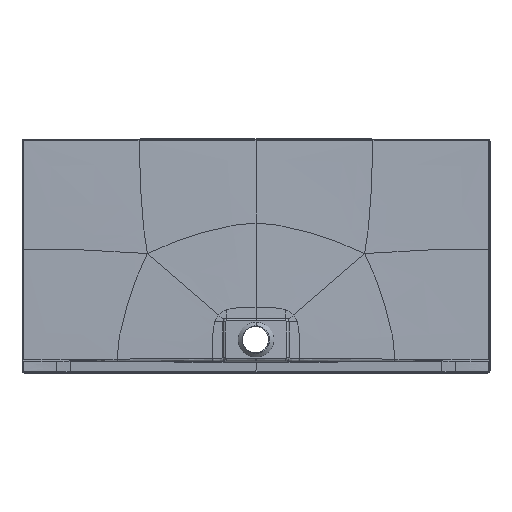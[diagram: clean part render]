
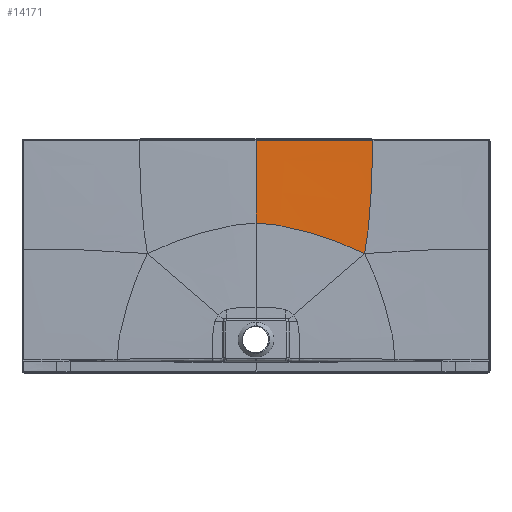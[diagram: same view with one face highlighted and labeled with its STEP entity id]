
A CAD part, front view. The second image highlights one B-rep face of the part: STEP entity #14171.
In plain terms, the highlighted free-form (B-spline) face has degree [3, 3] with [8, 10] control points.
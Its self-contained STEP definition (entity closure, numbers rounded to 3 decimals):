
#3612=CARTESIAN_POINT('',(399.993,-3.053,794.979));
#3635=CARTESIAN_POINT('',(0.002,-3.122,
794.952));
#3636=CARTESIAN_POINT('',(12.303,-3.122,794.952));
#3637=CARTESIAN_POINT('',(38.514,-3.121,794.952));
#3638=CARTESIAN_POINT('',(82.186,-3.118,794.954));
#3639=CARTESIAN_POINT('',(131.664,-3.111,794.956));
#3640=CARTESIAN_POINT('',(187.524,-3.101,794.96));
#3641=CARTESIAN_POINT('',(250.498,-3.087,794.965));
#3642=CARTESIAN_POINT('',(320.338,-3.071,794.972));
#3643=CARTESIAN_POINT('',(372.559,-3.059,794.976));
#3644=CARTESIAN_POINT('',(399.993,-3.053,794.979));
#3646=CARTESIAN_POINT('',(399.993,-3.053,794.979));
#3647=CARTESIAN_POINT('',(399.915,-3.329,768.907));
#3648=CARTESIAN_POINT('',(398.473,-4.,714.248));
#3649=CARTESIAN_POINT('',(394.958,-5.049,639.975));
#3650=CARTESIAN_POINT('',(391.013,-6.013,573.014));
#3651=CARTESIAN_POINT('',(386.95,-6.788,519.708));
#3652=CARTESIAN_POINT('',(381.908,-7.481,473.377));
#3653=CARTESIAN_POINT('',(376.412,-8.065,436.084));
#3654=CARTESIAN_POINT('',(373.13,-8.366,417.555));
#3655=CARTESIAN_POINT('',(371.351,-8.519,408.367));
#3657=DIRECTION('',(0.,-0.024,-1.));
#3658=VECTOR('',#3657,282.461);
#3659=CARTESIAN_POINT('',(0.002,-3.122,
794.952));
#3660=LINE('',#3659,#3658);
#3710=CARTESIAN_POINT('',(0.,-9.899,
512.572));
#3711=CARTESIAN_POINT('',(25.555,-9.899,512.572));
#3712=CARTESIAN_POINT('',(79.981,-9.8,506.642));
#3713=CARTESIAN_POINT('',(169.7,-9.479,484.74));
#3714=CARTESIAN_POINT('',(250.282,-9.163,459.334));
#3715=CARTESIAN_POINT('',(318.389,-8.841,433.13));
#3716=CARTESIAN_POINT('',(353.571,-8.636,417.189));
#3717=CARTESIAN_POINT('',(371.351,-8.519,408.367));
#3765=CARTESIAN_POINT('',(371.351,-8.519,408.367));
#4482=VERTEX_POINT('',#3765);
#4595=VERTEX_POINT('',#3612);
#4617=CARTESIAN_POINT('',(0.,-9.899,
512.572));
#4619=VERTEX_POINT('',#4617);
#4620=CARTESIAN_POINT('',(0.002,-3.122,
794.952));
#4621=VERTEX_POINT('',#4620);
#14081=CARTESIAN_POINT('',(-4.092,-3.034,
798.603));
#14082=CARTESIAN_POINT('',(-4.09,-3.598,
775.134));
#14083=CARTESIAN_POINT('',(-4.013,-4.736,
727.706));
#14084=CARTESIAN_POINT('',(-3.771,-6.161,
668.298));
#14085=CARTESIAN_POINT('',(-3.544,-7.311,
620.378));
#14086=CARTESIAN_POINT('',(-3.376,-8.174,
584.438));
#14087=CARTESIAN_POINT('',(-3.255,-8.893,
554.488));
#14088=CARTESIAN_POINT('',(-3.174,-9.487,
529.702));
#14089=CARTESIAN_POINT('',(-3.139,-9.795,
516.896));
#14090=CARTESIAN_POINT('',(-3.123,-9.958,
510.081));
#14091=CARTESIAN_POINT('',(30.605,-3.034,
798.604));
#14092=CARTESIAN_POINT('',(30.594,-3.598,
775.141));
#14093=CARTESIAN_POINT('',(30.014,-4.738,
727.727));
#14094=CARTESIAN_POINT('',(28.197,-6.166,
668.356));
#14095=CARTESIAN_POINT('',(26.48,-7.316,
620.484));
#14096=CARTESIAN_POINT('',(25.214,-8.179,
584.589));
#14097=CARTESIAN_POINT('',(24.294,-8.898,
554.681));
#14098=CARTESIAN_POINT('',(23.672,-9.492,
529.931));
#14099=CARTESIAN_POINT('',(23.408,-9.799,
517.144));
#14100=CARTESIAN_POINT('',(23.285,-9.963,
510.338));
#14101=CARTESIAN_POINT('',(98.635,-3.033,
798.593));
#14102=CARTESIAN_POINT('',(98.601,-3.578,
774.994));
#14103=CARTESIAN_POINT('',(96.808,-4.679,
727.236));
#14104=CARTESIAN_POINT('',(91.444,-6.068,
667.006));
#14105=CARTESIAN_POINT('',(86.657,-7.201,
618.031));
#14106=CARTESIAN_POINT('',(83.293,-8.059,
581.106));
#14107=CARTESIAN_POINT('',(80.999,-8.782,
550.212));
#14108=CARTESIAN_POINT('',(79.529,-9.385,
524.626));
#14109=CARTESIAN_POINT('',(78.931,-9.698,
511.414));
#14110=CARTESIAN_POINT('',(78.655,-9.865,
504.388));
#14111=CARTESIAN_POINT('',(199.998,-3.029,
798.554));
#14112=CARTESIAN_POINT('',(199.941,-3.498,
774.514));
#14113=CARTESIAN_POINT('',(196.929,-4.461,
725.62));
#14114=CARTESIAN_POINT('',(188.356,-5.725,
662.345));
#14115=CARTESIAN_POINT('',(181.111,-6.806,
609.266));
#14116=CARTESIAN_POINT('',(176.217,-7.655,
568.41));
#14117=CARTESIAN_POINT('',(172.994,-8.397,
533.66));
#14118=CARTESIAN_POINT('',(170.895,-9.031,
504.73));
#14119=CARTESIAN_POINT('',(169.983,-9.365,
489.785));
#14120=CARTESIAN_POINT('',(169.535,-9.544,
481.859));
#14121=CARTESIAN_POINT('',(283.332,-3.024,
798.501));
#14122=CARTESIAN_POINT('',(283.275,-3.414,
773.784));
#14123=CARTESIAN_POINT('',(280.236,-4.248,
723.296));
#14124=CARTESIAN_POINT('',(271.838,-5.414,
656.369));
#14125=CARTESIAN_POINT('',(264.666,-6.454,
598.598));
#14126=CARTESIAN_POINT('',(259.576,-7.293,
553.327));
#14127=CARTESIAN_POINT('',(255.71,-8.044,
514.32));
#14128=CARTESIAN_POINT('',(252.559,-8.697,
481.765));
#14129=CARTESIAN_POINT('',(250.883,-9.044,
464.988));
#14130=CARTESIAN_POINT('',(249.943,-9.23,
456.104));
#14131=CARTESIAN_POINT('',(351.087,-3.02,
798.421));
#14132=CARTESIAN_POINT('',(351.045,-3.347,
772.574));
#14133=CARTESIAN_POINT('',(348.739,-4.089,
719.638));
#14134=CARTESIAN_POINT('',(342.597,-5.195,
648.4));
#14135=CARTESIAN_POINT('',(336.936,-6.199,
585.786));
#14136=CARTESIAN_POINT('',(332.299,-7.012,
536.193));
#14137=CARTESIAN_POINT('',(327.775,-7.743,
493.184));
#14138=CARTESIAN_POINT('',(323.235,-8.38,
457.329));
#14139=CARTESIAN_POINT('',(320.504,-8.719,
438.883));
#14140=CARTESIAN_POINT('',(318.937,-8.902,
429.168));
#14141=CARTESIAN_POINT('',(385.51,-3.018,
798.362));
#14142=CARTESIAN_POINT('',(385.479,-3.315,
771.649));
#14143=CARTESIAN_POINT('',(383.762,-4.013,
716.88));
#14144=CARTESIAN_POINT('',(379.374,-5.092,
642.772));
#14145=CARTESIAN_POINT('',(374.891,-6.07,
577.195));
#14146=CARTESIAN_POINT('',(370.649,-6.859,
525.052));
#14147=CARTESIAN_POINT('',(365.769,-7.566,
479.756));
#14148=CARTESIAN_POINT('',(360.41,-8.181,
442.008));
#14149=CARTESIAN_POINT('',(357.12,-8.51,
422.659));
#14150=CARTESIAN_POINT('',(355.17,-8.687,
412.423));
#14151=CARTESIAN_POINT('',(403.265,-3.017,
798.326));
#14152=CARTESIAN_POINT('',(403.241,-3.298,
771.072));
#14153=CARTESIAN_POINT('',(401.86,-3.975,
715.163));
#14154=CARTESIAN_POINT('',(398.468,-5.039,
639.351));
#14155=CARTESIAN_POINT('',(394.644,-6.,
572.081));
#14156=CARTESIAN_POINT('',(390.621,-6.772,
518.515));
#14157=CARTESIAN_POINT('',(385.543,-7.462,
471.951));
#14158=CARTESIAN_POINT('',(379.784,-8.064,
433.187));
#14159=CARTESIAN_POINT('',(376.179,-8.385,
413.291));
#14160=CARTESIAN_POINT('',(374.083,-8.559,
402.817));
#14161=B_SPLINE_SURFACE_WITH_KNOTS('',3,3,((#14081,#14082,#14083,#14084,#14085,
#14086,#14087,#14088,#14089,#14090),(#14091,#14092,#14093,#14094,#14095,#14096,
#14097,#14098,#14099,#14100),(#14101,#14102,#14103,#14104,#14105,#14106,#14107,
#14108,#14109,#14110),(#14111,#14112,#14113,#14114,#14115,#14116,#14117,#14118,
#14119,#14120),(#14121,#14122,#14123,#14124,#14125,#14126,#14127,#14128,#14129,
#14130),(#14131,#14132,#14133,#14134,#14135,#14136,#14137,#14138,#14139,#14140),
(#14141,#14142,#14143,#14144,#14145,#14146,#14147,#14148,#14149,#14150),(#14151,
#14152,#14153,#14154,#14155,#14156,#14157,#14158,#14159,#14160)),.UNSPECIFIED.,
.F.,.F.,.F.,(4,1,1,1,1,4),(4,1,1,1,1,1,1,4),(-0.005,0.125,0.25,
0.375,0.438,0.504),(0.003,0.125,0.25,0.313,
0.375,0.438,0.469,0.504),.UNSPECIFIED.);
#14163=ORIENTED_EDGE('',*,*,#14162,.F.);
#14165=ORIENTED_EDGE('',*,*,#14164,.T.);
#14166=ORIENTED_EDGE('',*,*,#14072,.T.);
#14168=ORIENTED_EDGE('',*,*,#14167,.F.);
#14169=EDGE_LOOP('',(#14163,#14165,#14166,#14168));
#14170=FACE_OUTER_BOUND('',#14169,.F.);
#14171=ADVANCED_FACE('',(#14170),#14161,.F.);
#3645=B_SPLINE_CURVE_WITH_KNOTS('',3,(#3635,#3636,#3637,#3638,#3639,#3640,#3641,
#3642,#3643,#3644),.UNSPECIFIED.,.F.,.F.,(4,1,1,1,1,1,1,4),(0.,
0.143,0.286,0.429,0.571,
0.714,0.857,1.),.UNSPECIFIED.);
#3656=B_SPLINE_CURVE_WITH_KNOTS('',3,(#3646,#3647,#3648,#3649,#3650,#3651,#3652,
#3653,#3654,#3655),.UNSPECIFIED.,.F.,.F.,(4,1,1,1,1,1,1,4),(0.,
0.238,0.492,0.619,0.746,
0.873,0.937,1.),.UNSPECIFIED.);
#3718=B_SPLINE_CURVE_WITH_KNOTS('',3,(#3710,#3711,#3712,#3713,#3714,#3715,#3716,
#3717),.UNSPECIFIED.,.F.,.F.,(4,1,1,1,1,4),(0.,0.25,0.5,0.75,0.875,
1.),.UNSPECIFIED.);
#14072=EDGE_CURVE('',#4595,#4482,#3656,.T.);
#14162=EDGE_CURVE('',#4621,#4619,#3660,.T.);
#14164=EDGE_CURVE('',#4621,#4595,#3645,.T.);
#14167=EDGE_CURVE('',#4619,#4482,#3718,.T.);
